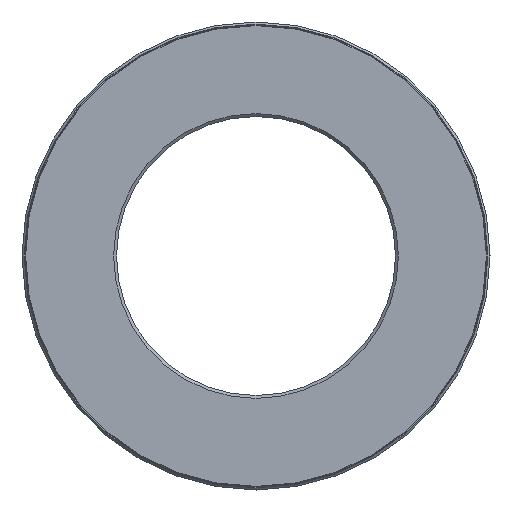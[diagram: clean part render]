
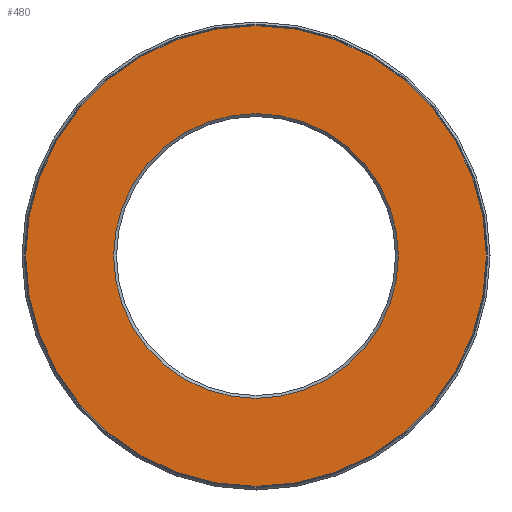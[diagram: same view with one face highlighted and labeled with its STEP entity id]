
A CAD part, front view. The second image highlights one B-rep face of the part: STEP entity #480.
In plain terms, the highlighted planar face has unit normal (0, -1, 0).
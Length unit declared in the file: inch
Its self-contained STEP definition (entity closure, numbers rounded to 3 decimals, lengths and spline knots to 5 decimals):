
#7 = ORIENTED_EDGE ( 'NONE', *, *, #507, .T. ) ;
#9 = AXIS2_PLACEMENT_3D ( 'NONE', #125, #42, #81 ) ;
#27 = EDGE_LOOP ( 'NONE', ( #7 ) ) ;
#31 = EDGE_CURVE ( 'NONE', #479, #479, #551, .T. ) ;
#42 = DIRECTION ( 'NONE',  ( 0., 1., 0. ) ) ;
#67 = CARTESIAN_POINT ( 'NONE',  ( 0., 0., 0. ) ) ;
#76 = CARTESIAN_POINT ( 'NONE',  ( 0., 0., 0. ) ) ;
#81 = DIRECTION ( 'NONE',  ( 0., 0., 1. ) ) ;
#102 = EDGE_LOOP ( 'NONE', ( #533 ) ) ;
#125 = CARTESIAN_POINT ( 'NONE',  ( 0., 0., 0. ) ) ;
#136 = CARTESIAN_POINT ( 'NONE',  ( 0., 0., 0.98875 ) ) ;
#195 = CARTESIAN_POINT ( 'NONE',  ( 0., 0., 1.6 ) ) ;
#253 = DIRECTION ( 'NONE',  ( 0., 1., 0. ) ) ;
#288 = FACE_OUTER_BOUND ( 'NONE', #102, .T. ) ;
#307 = DIRECTION ( 'NONE',  ( 0., 0., 1. ) ) ;
#378 = AXIS2_PLACEMENT_3D ( 'NONE', #67, #499, #450 ) ;
#444 = VERTEX_POINT ( 'NONE', #136 ) ;
#449 = CIRCLE ( 'NONE', #563, 0.98875 ) ;
#450 = DIRECTION ( 'NONE',  ( 0., 0., 1. ) ) ;
#479 = VERTEX_POINT ( 'NONE', #195 ) ;
#480 = ADVANCED_FACE ( 'NONE', ( #288, #586 ), #546, .F. ) ;
#499 = DIRECTION ( 'NONE',  ( 0., 1., 0. ) ) ;
#507 = EDGE_CURVE ( 'NONE', #444, #444, #449, .T. ) ;
#533 = ORIENTED_EDGE ( 'NONE', *, *, #31, .F. ) ;
#546 = PLANE ( 'NONE',  #9 ) ;
#551 = CIRCLE ( 'NONE', #378, 1.6 ) ;
#563 = AXIS2_PLACEMENT_3D ( 'NONE', #76, #253, #307 ) ;
#586 = FACE_BOUND ( 'NONE', #27, .T. ) ;
